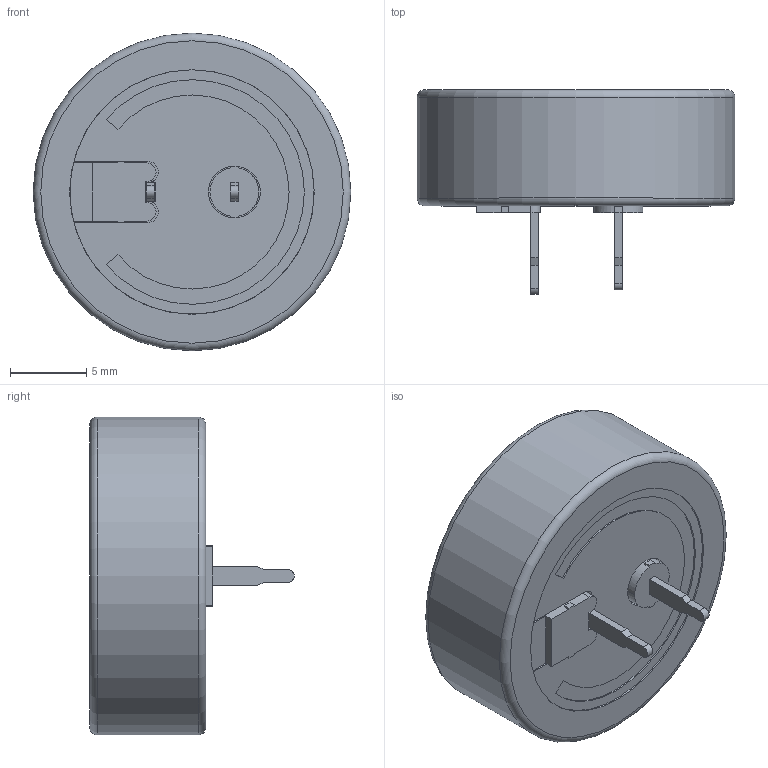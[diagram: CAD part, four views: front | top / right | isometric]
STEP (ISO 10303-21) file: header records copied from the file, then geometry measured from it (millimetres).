
FILE_DESCRIPTION (( 'STEP AP214' ), '1' );
FILE_NAME ('KVR_C.STEP', '2022-05-18T01:32:14', ( '' ), ( '' ), 'SwSTEP 2.0', 'SolidWorks 2020', '' );
FILE_SCHEMA (( 'AUTOMOTIVE_DESIGN' ));
Length unit declared in the file: millimetre
Products named in the file (1): KVR_C
Bounding box: 20.8 x 13.4 x 20.8 mm (x, y, z)
Volume: 552.7 mm3; surface area: 2677.5 mm2
Topology: 1 solids, 1 shells, 108 faces, 281 edges, 182 vertices
Faces by surface type: plane 71, cylinder 29, torus 4, cone 4
Full cylindrical faces by diameter (mm): 16 x2, 19.8 x1, 20.6 x1, 20.8 x1
Entity records: 4467 total; most frequent: CARTESIAN_POINT 603, DIRECTION 566, ORIENTED_EDGE 540, EDGE_CURVE 270, AXIS2_PLACEMENT_3D 193, LINE 180, VERTEX_POINT 180, VECTOR 180
